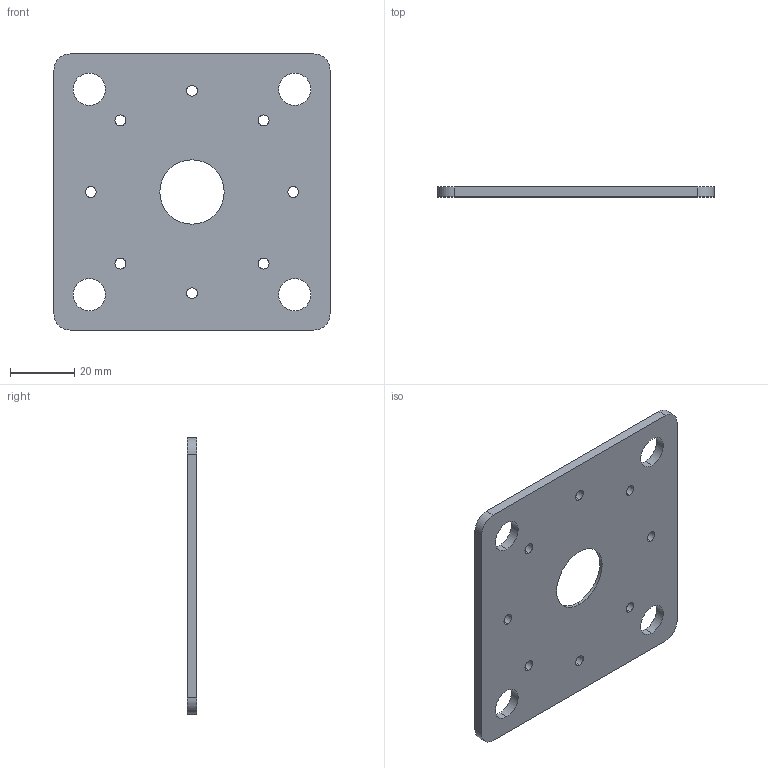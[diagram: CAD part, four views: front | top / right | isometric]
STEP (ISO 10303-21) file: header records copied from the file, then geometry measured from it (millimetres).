
FILE_DESCRIPTION (( 'STEP AP203' ), '1' );
FILE_NAME ('ﾏﾃﾒ.1.25.002.003^ﾏﾃﾒ.1.25.002_ﾏﾃﾒ1.25.STEP', '2020-07-07T06:35:20', ( '' ), ( '' ), 'SwSTEP 2.0', 'SolidWorks 2018', '' );
FILE_SCHEMA (( 'CONFIG_CONTROL_DESIGN' ));
Length unit declared in the file: millimetre
Products named in the file (1): ﾏﾃﾒ.1.25.002.003^ﾏﾃﾒ.1.25.002_ﾏﾃﾒ1.25
Bounding box: 86 x 3 x 86 mm (x, y, z)
Volume: 15895.8 mm3; surface area: 15392.2 mm2
Topology: 1 solids, 1 shells, 39 faces, 108 edges, 72 vertices
Faces by surface type: cylinder 32, plane 7
Entity records: 1415 total; most frequent: DIRECTION 252, CARTESIAN_POINT 220, ORIENTED_EDGE 216, EDGE_CURVE 108, AXIS2_PLACEMENT_3D 104, VERTEX_POINT 72, EDGE_LOOP 66, CIRCLE 64
